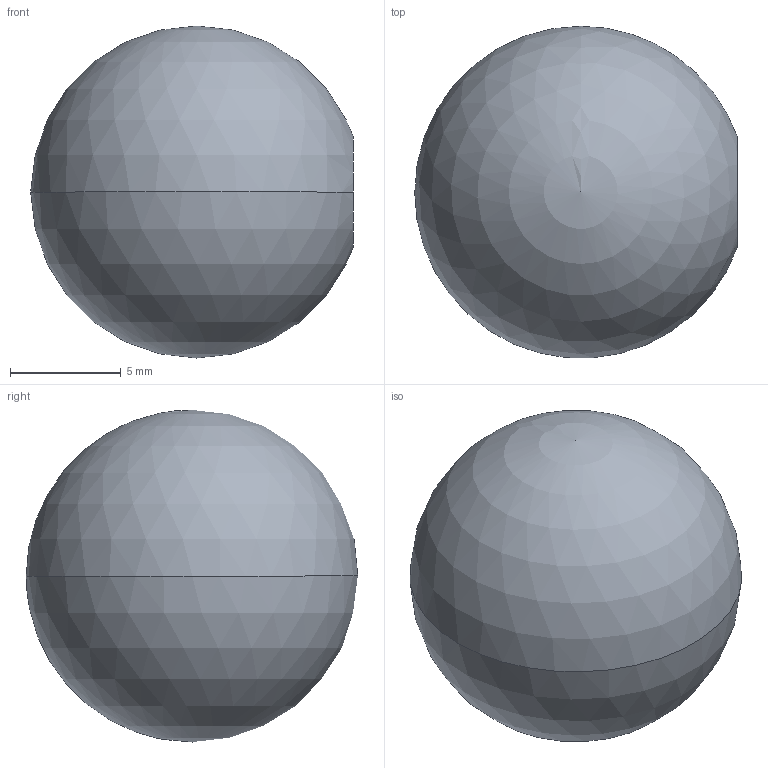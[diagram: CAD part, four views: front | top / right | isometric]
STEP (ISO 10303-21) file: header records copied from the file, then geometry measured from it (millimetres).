
FILE_DESCRIPTION (( 'STEP AP203' ), '1' );
FILE_NAME ('A_0220-015.STEP', '2019-03-16T11:01:55', ( '' ), ( '' ), 'SwSTEP 2.0', 'SolidWorks 2013', '' );
FILE_SCHEMA (( 'CONFIG_CONTROL_DESIGN' ));
Length unit declared in the file: millimetre
Products named in the file (1): A_0220-015
Bounding box: 14.57 x 14.98 x 15 mm (x, y, z)
Volume: 1525.7 mm3; surface area: 891.5 mm2
Topology: 1 solids, 1 shells, 6 faces, 19 edges, 11 vertices
Faces by surface type: cylinder 2, cone 2, sphere 2
Entity records: 241 total; most frequent: DIRECTION 34, CARTESIAN_POINT 27, ORIENTED_EDGE 24, AXIS2_PLACEMENT_3D 15, EDGE_CURVE 12, CIRCLE 8, VERTEX_POINT 8, PERSON_AND_ORGANIZATION 8
